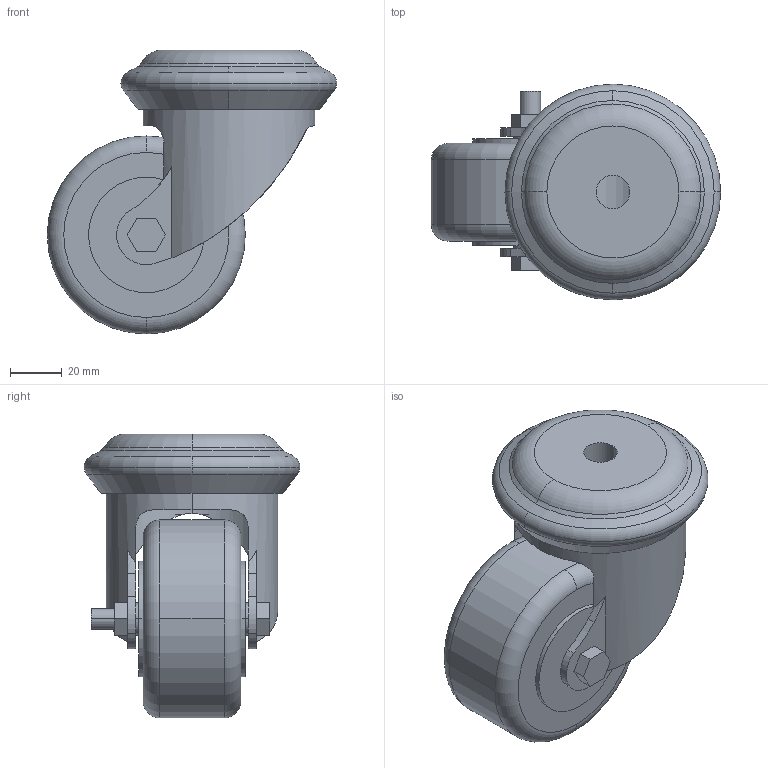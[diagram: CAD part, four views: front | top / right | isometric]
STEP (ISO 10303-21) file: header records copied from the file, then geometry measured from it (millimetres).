
FILE_DESCRIPTION((''),'2;1');
FILE_NAME('caster.stp','2002-01-13T16:19:23',('Administrator'),(''),'Autodesk Inventor (tm) 3.0','Autodesk Inventor (tm) 3.0','');
FILE_SCHEMA(('CONFIG_CONTROL_DESIGN'));
Length unit declared in the file: inch
Products named in the file (7): caster; caster1; caster2; caster3; caster4; caster5; caster6
Assembly tree (6 placements, depth 2):
  caster
    caster1
    caster2
    caster3
    caster4
    caster5
    caster6
Bounding box: 111.35 x 83.01 x 109.25 mm (x, y, z)
Volume: 290955.7 mm3; surface area: 52547.5 mm2
Topology: 6 solids, 6 shells, 96 faces, 246 edges, 164 vertices
Faces by surface type: cylinder 44, plane 36, torus 10, cone 4, bspline 2
Entity records: 4113 total; most frequent: CARTESIAN_POINT 779, DIRECTION 554, ORIENTED_EDGE 492, EDGE_CURVE 246, AXIS2_PLACEMENT_3D 225, VERTEX_POINT 164, CIRCLE 118, EDGE_LOOP 112
